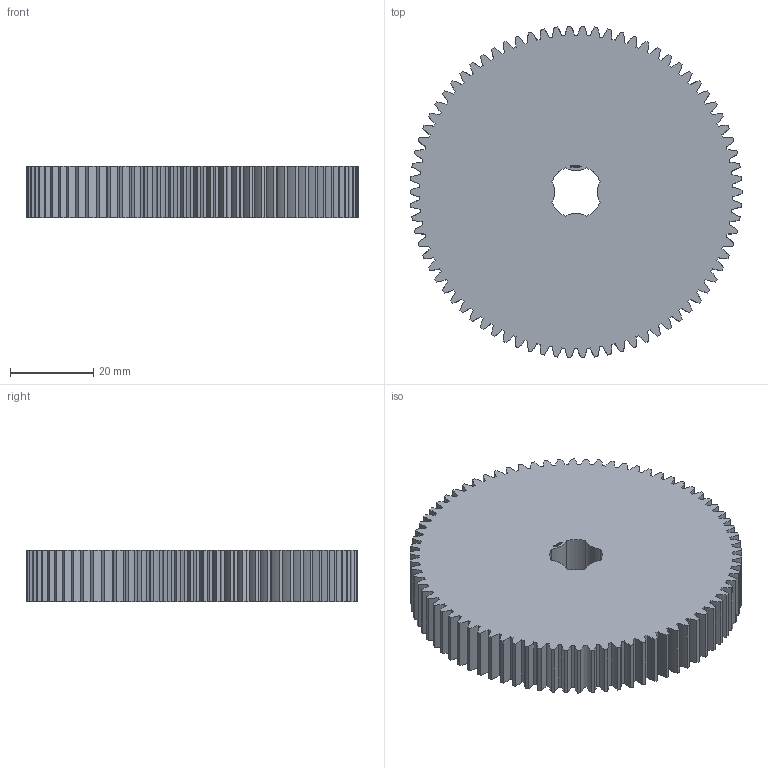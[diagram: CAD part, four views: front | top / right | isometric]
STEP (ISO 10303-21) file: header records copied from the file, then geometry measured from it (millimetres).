
FILE_DESCRIPTION(('FreeCAD Model'),'2;1');
FILE_NAME('Open CASCADE Shape Model','2024-03-10T23:30:19',(''),(''), 'Open CASCADE STEP processor 7.6','FreeCAD','Unknown');
FILE_SCHEMA(('AUTOMOTIVE_DESIGN { 1 0 10303 214 1 1 1 1 }'));
Products named in the file (1): Gear Wheel PLN TTH78 BU01.00 SFT-SHD - SPN-GWH-0292 (stemfie.org)
Bounding box: 80 x 79.96 x 12.5 mm (x, y, z)
Volume: 58138.4 mm3; surface area: 15982.1 mm2
Topology: 1 solids, 1 shells, 796 faces, 2292 edges, 1528 vertices
Faces by surface type: extrusion 472, plane 316, cylinder 8
Entity records: 75943 total; most frequent: CARTESIAN_POINT 27971, DIRECTION 6126, VECTOR 5428, LINE 4956, ORIENTED_EDGE 4584, PCURVE 4584, DEFINITIONAL_REPRESENTATION 4584, B_SPLINE_CURVE_WITH_KNOTS 2360
